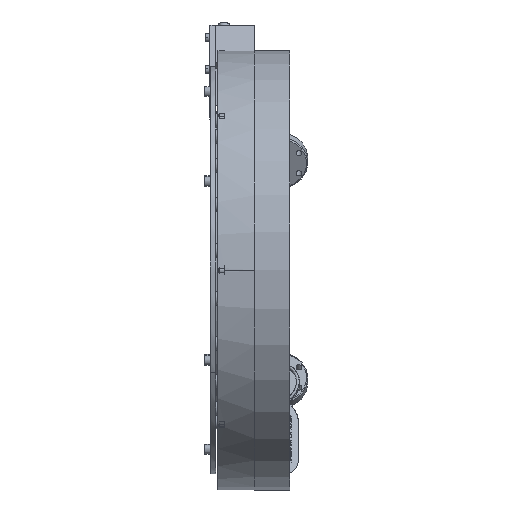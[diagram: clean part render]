
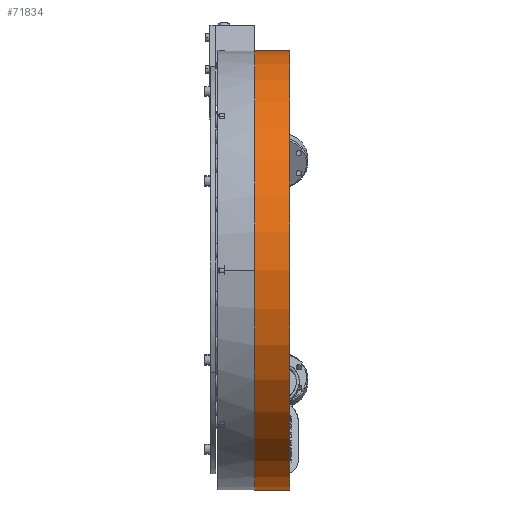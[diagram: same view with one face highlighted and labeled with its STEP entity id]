
A CAD part, left-side view. The second image highlights one B-rep face of the part: STEP entity #71834.
In plain terms, the highlighted cylindrical face has radius 130.175 mm (diameter 260.35 mm), a partial arc.
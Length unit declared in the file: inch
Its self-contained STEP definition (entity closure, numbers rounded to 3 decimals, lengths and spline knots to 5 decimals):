
#4377 = EDGE_CURVE ( 'NONE', #90651, #90852, #35680, .T. ) ;
#4482 = EDGE_CURVE ( 'NONE', #90651, #90656, #35711, .T. ) ;
#4546 = EDGE_CURVE ( 'NONE', #90656, #90650, #34972, .T. ) ;
#4593 = EDGE_CURVE ( 'NONE', #90852, #90650, #35389, .T. ) ;
#4654 = AXIS2_PLACEMENT_3D ( 'NONE', #37260, #36930, #37300 ) ;
#4753 = AXIS2_PLACEMENT_3D ( 'NONE', #105748, #105768, #105756 ) ;
#19311 = AXIS2_PLACEMENT_3D ( 'NONE', #31416, #31394, #31379 ) ;
#20875 = ORIENTED_EDGE ( 'NONE', *, *, #4593, .F. ) ;
#20877 = ORIENTED_EDGE ( 'NONE', *, *, #4482, .T. ) ;
#20878 = ORIENTED_EDGE ( 'NONE', *, *, #4377, .F. ) ;
#20880 = ORIENTED_EDGE ( 'NONE', *, *, #4546, .T. ) ;
#21246 = CARTESIAN_POINT ( 'NONE',  ( 0., 0., 5.125 ) ) ;
#21247 = CARTESIAN_POINT ( 'NONE',  ( 0., 0.825, -5.125 ) ) ;
#21252 = CARTESIAN_POINT ( 'NONE',  ( 0., 0., -5.125 ) ) ;
#21448 = CARTESIAN_POINT ( 'NONE',  ( 0., 0.825, 5.125 ) ) ;
#28434 = CYLINDRICAL_SURFACE ( 'NONE', #19311, 5.125 ) ;
#28438 = FACE_OUTER_BOUND ( 'NONE', #128587, .T. ) ;
#31379 = DIRECTION ( 'NONE',  ( 0., 0., -1. ) ) ;
#31394 = DIRECTION ( 'NONE',  ( 0., -1., 0. ) ) ;
#31416 = CARTESIAN_POINT ( 'NONE',  ( 0., 0.825, 0. ) ) ;
#34972 = CIRCLE ( 'NONE', #4753, 5.125 ) ;
#35374 = VECTOR ( 'NONE', #106062, 39.37008 ) ;
#35389 = LINE ( 'NONE', #106042, #35374 ) ;
#35680 = CIRCLE ( 'NONE', #4654, 5.125 ) ;
#35711 = LINE ( 'NONE', #107259, #35753 ) ;
#35753 = VECTOR ( 'NONE', #107264, 39.37008 ) ;
#36930 = DIRECTION ( 'NONE',  ( 0., 1., 0. ) ) ;
#37260 = CARTESIAN_POINT ( 'NONE',  ( 0., 0.825, 0. ) ) ;
#37300 = DIRECTION ( 'NONE',  ( 0., 0., 1. ) ) ;
#71834 = ADVANCED_FACE ( 'NONE', ( #28438 ), #28434, .T. ) ;
#90650 = VERTEX_POINT ( 'NONE', #21246 ) ;
#90651 = VERTEX_POINT ( 'NONE', #21247 ) ;
#90656 = VERTEX_POINT ( 'NONE', #21252 ) ;
#90852 = VERTEX_POINT ( 'NONE', #21448 ) ;
#105748 = CARTESIAN_POINT ( 'NONE',  ( 0., 0., 0. ) ) ;
#105756 = DIRECTION ( 'NONE',  ( 0., 0., 1. ) ) ;
#105768 = DIRECTION ( 'NONE',  ( 0., 1., 0. ) ) ;
#106042 = CARTESIAN_POINT ( 'NONE',  ( 0., 0.825, 5.125 ) ) ;
#106062 = DIRECTION ( 'NONE',  ( 0., -1., 0. ) ) ;
#107259 = CARTESIAN_POINT ( 'NONE',  ( 0., 0.825, -5.125 ) ) ;
#107264 = DIRECTION ( 'NONE',  ( 0., -1., 0. ) ) ;
#128587 = EDGE_LOOP ( 'NONE', ( #20875, #20878, #20877, #20880 ) ) ;
